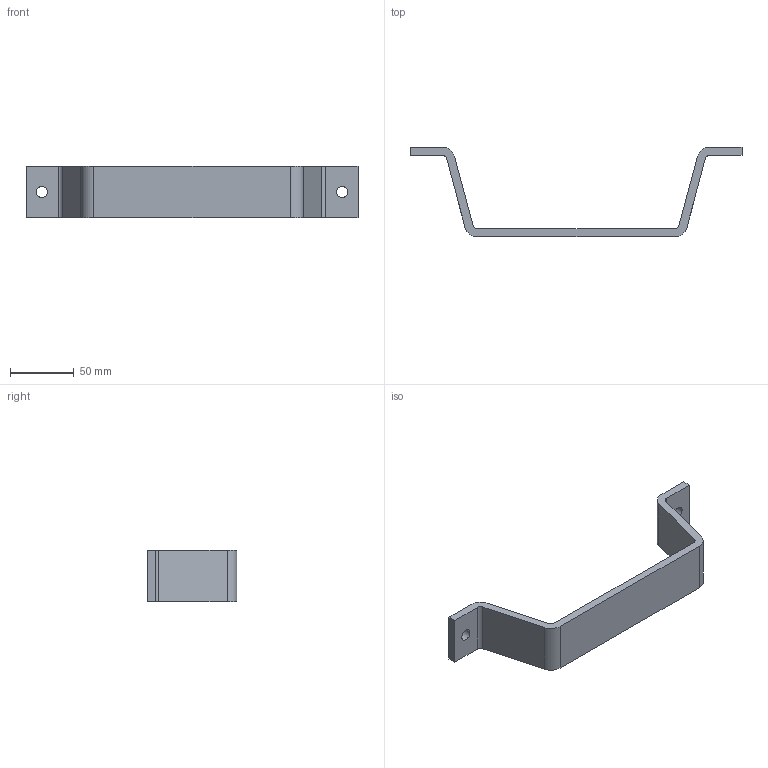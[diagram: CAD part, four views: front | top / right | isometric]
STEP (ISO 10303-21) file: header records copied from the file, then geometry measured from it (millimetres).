
FILE_DESCRIPTION(/* description */ (''),/* implementation_level */ '2;1');
FILE_NAME(/* name */ '32-154-0.stp',/* time_stamp */ '2022-09-30T07:44:24-04:00',/* author */ ('jmurphy'),/* organization */ (''),/* preprocessor_version */ 'ST-DEVELOPER v18.1',/* originating_system */ 'AutoCAD Mechanical',/* authorisation */ '');
FILE_SCHEMA (('AUTOMOTIVE_DESIGN { 1 0 10303 214 3 1 1 }'));
Length unit declared in the file: millimetre
Products named in the file (1): Product
Bounding box: 260 x 70.35 x 40 mm (x, y, z)
Volume: 88574.5 mm3; surface area: 33233.7 mm2
Topology: 1 solids, 1 shells, 24 faces, 74 edges, 60 vertices
Faces by surface type: plane 14, cylinder 10
Full cylindrical faces by diameter (mm): 9 x2
Entity records: 875 total; most frequent: CARTESIAN_POINT 159, DIRECTION 144, ORIENTED_EDGE 132, EDGE_CURVE 66, LINE 54, VECTOR 54, AXIS2_PLACEMENT_3D 45, VERTEX_POINT 44
